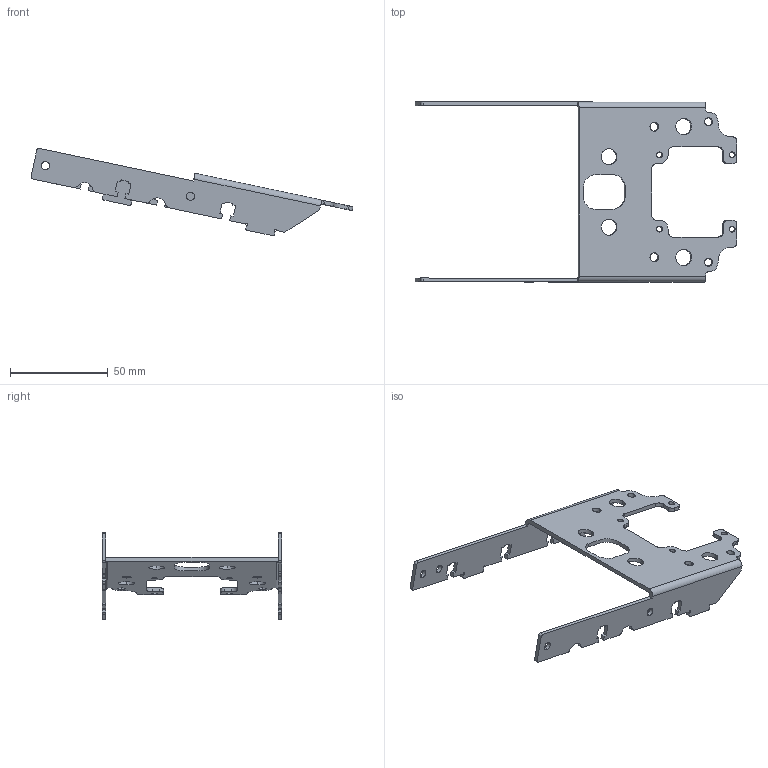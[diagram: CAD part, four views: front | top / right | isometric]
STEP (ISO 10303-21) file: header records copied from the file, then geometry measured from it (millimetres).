
FILE_DESCRIPTION(/* description */ (''),/* implementation_level */ '2;1');
FILE_NAME(/* name */ 'TRAAGRM FF09 LASER PARTE 2',/* time_stamp */ '2021-05-18T15:20:15+02:00',/* author */ (''),/* organization */ (''),/* preprocessor_version */ 'ST-DEVELOPER v16.5',/* originating_system */ '',/* authorisation */ '');
FILE_SCHEMA (('AUTOMOTIVE_DESIGN'));
Length unit declared in the file: millimetre
Products named in the file (1): Document
Bounding box: 164.68 x 92.07 x 44.68 mm (x, y, z)
Volume: 18340.4 mm3; surface area: 20891.4 mm2
Topology: 1 solids, 1 shells, 226 faces, 672 edges, 448 vertices
Faces by surface type: cylinder 112, plane 106, bspline 8
Entity records: 6911 total; most frequent: CARTESIAN_POINT 2616, ORIENTED_EDGE 1344, EDGE_CURVE 672, VERTEX_POINT 448, B_SPLINE_CURVE_WITH_KNOTS 393, EDGE_LOOP 260, ADVANCED_FACE 226, FACE_OUTER_BOUND 226
